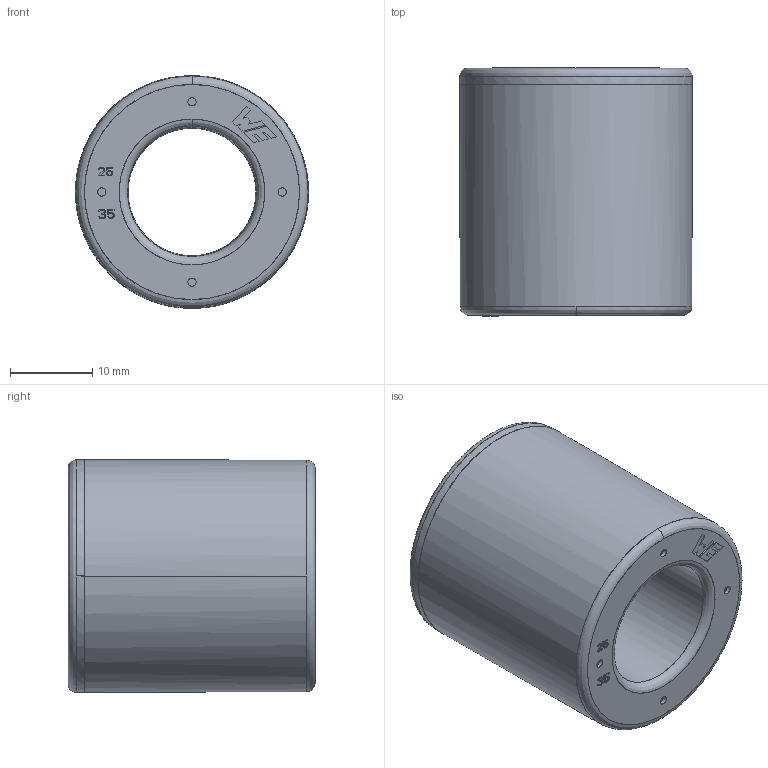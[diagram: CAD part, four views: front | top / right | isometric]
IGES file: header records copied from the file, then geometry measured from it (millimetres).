
Start section: C
Global section: file name: After_782163151300_Rev3.0.igs; native system: By Siemens PLM Incorporated; preprocessor: XPlus GENERIC/IGES 26.1.183; author: Author; organization: Title; date: 20251127.133722; units: millimetre
Bounding box: 28.3 x 30.1 x 28.28 mm (x, y, z)
Surface area: 14285.3 mm2 (no closed solid volume)
Topology: 0 solids, 0 shells, 256 faces, 1408 edges, 1408 vertices
Faces by surface type: bspline 256
